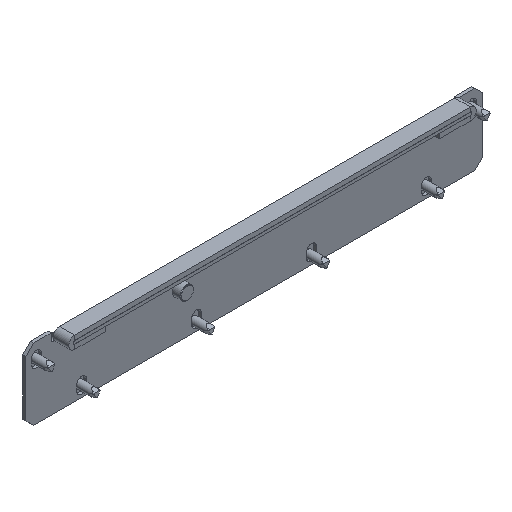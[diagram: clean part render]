
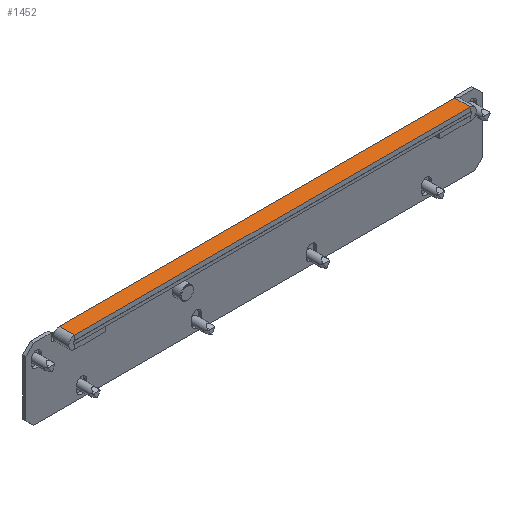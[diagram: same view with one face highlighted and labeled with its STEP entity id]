
A CAD part, isometric view. The second image highlights one B-rep face of the part: STEP entity #1452.
In plain terms, the highlighted face is planar.
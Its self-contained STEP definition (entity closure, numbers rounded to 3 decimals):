
#242 = CARTESIAN_POINT ( 'NONE',  ( 5., -3., -129. ) ) ;
#380 = DIRECTION ( 'NONE',  ( 1., 0., 0. ) ) ;
#427 = DIRECTION ( 'NONE',  ( 1., 0., 0. ) ) ;
#476 = LINE ( 'NONE', #3149, #2968 ) ;
#825 = EDGE_CURVE ( 'NONE', #2145, #2650, #476, .T. ) ;
#888 = AXIS2_PLACEMENT_3D ( 'NONE', #4557, #1763, #3360 ) ;
#989 = ORIENTED_EDGE ( 'NONE', *, *, #3734, .T. ) ;
#1452 = ADVANCED_FACE ( 'NONE', ( #3692 ), #2999, .T. ) ;
#1757 = CARTESIAN_POINT ( 'NONE',  ( 5., -3., 129. ) ) ;
#1763 = DIRECTION ( 'NONE',  ( 0., -1., 0. ) ) ;
#1777 = VERTEX_POINT ( 'NONE', #4322 ) ;
#2026 = DIRECTION ( 'NONE',  ( 0., 0., 1. ) ) ;
#2080 = EDGE_CURVE ( 'NONE', #1777, #2650, #4804, .T. ) ;
#2145 = VERTEX_POINT ( 'NONE', #2248 ) ;
#2248 = CARTESIAN_POINT ( 'NONE',  ( -5., -3., 129. ) ) ;
#2496 = CARTESIAN_POINT ( 'NONE',  ( -5., -3., -129. ) ) ;
#2650 = VERTEX_POINT ( 'NONE', #1757 ) ;
#2841 = VECTOR ( 'NONE', #4570, 1000. ) ;
#2860 = LINE ( 'NONE', #2496, #3779 ) ;
#2968 = VECTOR ( 'NONE', #380, 1000. ) ;
#2999 = PLANE ( 'NONE',  #888 ) ;
#3071 = VERTEX_POINT ( 'NONE', #4380 ) ;
#3149 = CARTESIAN_POINT ( 'NONE',  ( -5., -3., 129. ) ) ;
#3327 = ORIENTED_EDGE ( 'NONE', *, *, #4726, .F. ) ;
#3360 = DIRECTION ( 'NONE',  ( 1., 0., 0. ) ) ;
#3692 = FACE_OUTER_BOUND ( 'NONE', #4908, .T. ) ;
#3709 = VECTOR ( 'NONE', #2026, 1000. ) ;
#3734 = EDGE_CURVE ( 'NONE', #3071, #1777, #2860, .T. ) ;
#3766 = ORIENTED_EDGE ( 'NONE', *, *, #825, .F. ) ;
#3779 = VECTOR ( 'NONE', #427, 1000. ) ;
#4322 = CARTESIAN_POINT ( 'NONE',  ( 5., -3., -129. ) ) ;
#4380 = CARTESIAN_POINT ( 'NONE',  ( -5., -3., -129. ) ) ;
#4557 = CARTESIAN_POINT ( 'NONE',  ( -5., -3., -129. ) ) ;
#4570 = DIRECTION ( 'NONE',  ( 0., 0., 1. ) ) ;
#4726 = EDGE_CURVE ( 'NONE', #3071, #2145, #4743, .T. ) ;
#4743 = LINE ( 'NONE', #4783, #3709 ) ;
#4783 = CARTESIAN_POINT ( 'NONE',  ( -5., -3., -129. ) ) ;
#4804 = LINE ( 'NONE', #242, #2841 ) ;
#4908 = EDGE_LOOP ( 'NONE', ( #3766, #3327, #989, #5053 ) ) ;
#5053 = ORIENTED_EDGE ( 'NONE', *, *, #2080, .T. ) ;
